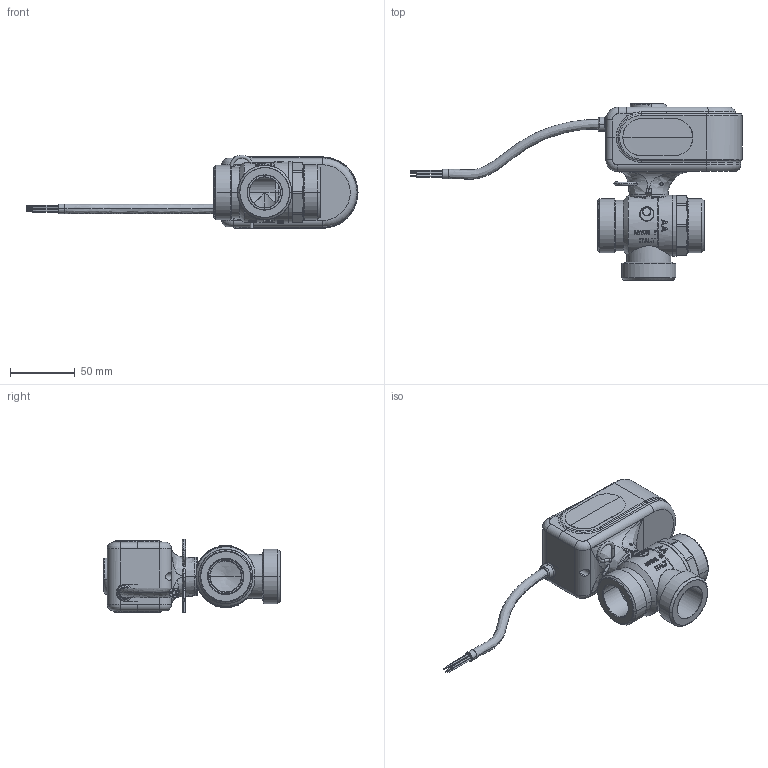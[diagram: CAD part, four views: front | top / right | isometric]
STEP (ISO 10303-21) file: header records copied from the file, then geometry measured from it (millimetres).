
FILE_DESCRIPTION(('CATIA V5 STEP Exchange'),'2;1');
FILE_NAME('43102600_123710053_ivr-237-dn25-without-adapters_Motor.stp','2016-07-05T08:27:30+00:00',('none'),('none'),'CATIA Version 5 Release 20 SP 6 (IN-10)','CATIA V5 STEP AP214','none');
FILE_SCHEMA(('AUTOMOTIVE_DESIGN { 1 0 10303 214 1 1 1 1 }'));
Products named in the file (4): Product1; MBA100 servomotor; Parte26^D-00-020-ASS-002_Assieme Bid.3Micro ESBE RICKY; 123710010_ASM
Assembly tree (3 placements, depth 3):
  Product1
    MBA100 servomotor
      Parte26^D-00-020-ASS-002_Assieme Bid.3Micro ESBE RICKY
    123710010_ASM
Bounding box: 256 x 135.95 x 56.82 mm (x, y, z)
Volume: 277810.1 mm3; surface area: 95122.8 mm2
Topology: 1 solids, 686 shells, 1376 faces, 5244 edges, 4588 vertices
Faces by surface type: plane 690, cylinder 339, bspline 126, revolution 100, torus 83, cone 24, sphere 14
Entity records: 80025 total; most frequent: CARTESIAN_POINT 28159, ORIENTED_EDGE 6964, DIRECTION 5697, EDGE_CURVE 5226, VERTEX_POINT 4588, VECTOR 2251, LINE 2251, AXIS2_PLACEMENT_3D 2190
